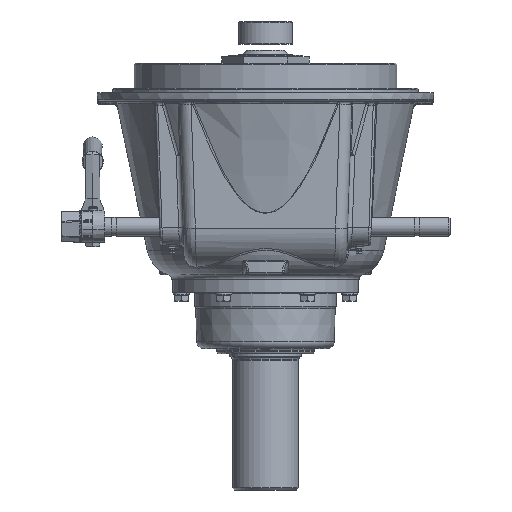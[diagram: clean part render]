
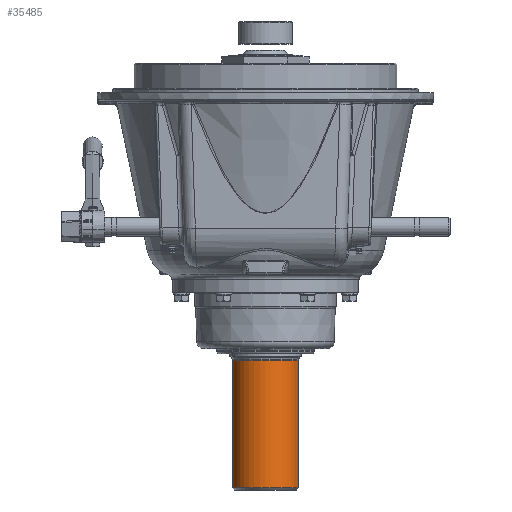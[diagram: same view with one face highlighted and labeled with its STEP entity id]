
A CAD part, front view. The second image highlights one B-rep face of the part: STEP entity #35485.
In plain terms, the highlighted cylindrical face has radius 44.444 mm (diameter 88.887 mm), a partial arc.
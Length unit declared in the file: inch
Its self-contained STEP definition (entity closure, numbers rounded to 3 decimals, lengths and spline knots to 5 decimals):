
#670 = CARTESIAN_POINT ( 'NONE',  ( 1.74975, 0., -22.26205 ) ) ;
#693 = CARTESIAN_POINT ( 'NONE',  ( -1.74975, 0., -22.26205 ) ) ;
#22971 = VERTEX_POINT ( 'NONE', #52010 ) ;
#23114 = VERTEX_POINT ( 'NONE', #52886 ) ;
#24063 = VERTEX_POINT ( 'NONE', #693 ) ;
#24071 = VERTEX_POINT ( 'NONE', #670 ) ;
#35485 = ADVANCED_FACE ( 'NONE', ( #81707 ), #81708, .T. ) ;
#52010 = CARTESIAN_POINT ( 'NONE',  ( 1.74975, 0., -15.51891 ) ) ;
#52886 = CARTESIAN_POINT ( 'NONE',  ( -1.74975, 0., -15.51891 ) ) ;
#62719 = AXIS2_PLACEMENT_3D ( 'NONE', #88710, #88701, #88700 ) ;
#63526 = EDGE_LOOP ( 'NONE', ( #72974, #72930, #72941, #72800 ) ) ;
#68162 = AXIS2_PLACEMENT_3D ( 'NONE', #75131, #75134, #75135 ) ;
#68176 = AXIS2_PLACEMENT_3D ( 'NONE', #75181, #75187, #75192 ) ;
#72800 = ORIENTED_EDGE ( 'NONE', *, *, #73117, .F. ) ;
#72930 = ORIENTED_EDGE ( 'NONE', *, *, #73167, .T. ) ;
#72941 = ORIENTED_EDGE ( 'NONE', *, *, #73180, .T. ) ;
#72974 = ORIENTED_EDGE ( 'NONE', *, *, #73172, .F. ) ;
#73117 = EDGE_CURVE ( 'NONE', #23114, #22971, #74648, .T. ) ;
#73167 = EDGE_CURVE ( 'NONE', #24063, #24071, #74671, .T. ) ;
#73172 = EDGE_CURVE ( 'NONE', #24063, #23114, #74658, .T. ) ;
#73180 = EDGE_CURVE ( 'NONE', #24071, #22971, #74672, .T. ) ;
#74648 = CIRCLE ( 'NONE', #68162, 1.74975 ) ;
#74658 = LINE ( 'NONE', #75197, #74662 ) ;
#74662 = VECTOR ( 'NONE', #75200, 39.37008 ) ;
#74669 = VECTOR ( 'NONE', #75215, 39.37008 ) ;
#74671 = CIRCLE ( 'NONE', #68176, 1.74975 ) ;
#74672 = LINE ( 'NONE', #75213, #74669 ) ;
#75131 = CARTESIAN_POINT ( 'NONE',  ( 0., 0., -15.51891 ) ) ;
#75134 = DIRECTION ( 'NONE',  ( 0., 0., 1. ) ) ;
#75135 = DIRECTION ( 'NONE',  ( 1., 0., 0. ) ) ;
#75181 = CARTESIAN_POINT ( 'NONE',  ( 0., 0., -22.26205 ) ) ;
#75187 = DIRECTION ( 'NONE',  ( 0., 0., 1. ) ) ;
#75192 = DIRECTION ( 'NONE',  ( 1., 0., 0. ) ) ;
#75197 = CARTESIAN_POINT ( 'NONE',  ( -1.74975, 0., 3.29123 ) ) ;
#75200 = DIRECTION ( 'NONE',  ( 0., 0., 1. ) ) ;
#75213 = CARTESIAN_POINT ( 'NONE',  ( 1.74975, 0., 3.29123 ) ) ;
#75215 = DIRECTION ( 'NONE',  ( 0., 0., 1. ) ) ;
#81707 = FACE_OUTER_BOUND ( 'NONE', #63526, .T. ) ;
#81708 = CYLINDRICAL_SURFACE ( 'NONE', #62719, 1.74975 ) ;
#88700 = DIRECTION ( 'NONE',  ( 1., 0., 0. ) ) ;
#88701 = DIRECTION ( 'NONE',  ( 0., 0., 1. ) ) ;
#88710 = CARTESIAN_POINT ( 'NONE',  ( 0., 0., 3.29123 ) ) ;
